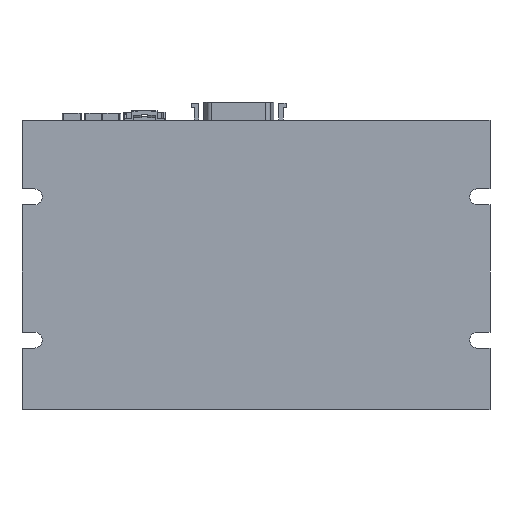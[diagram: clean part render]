
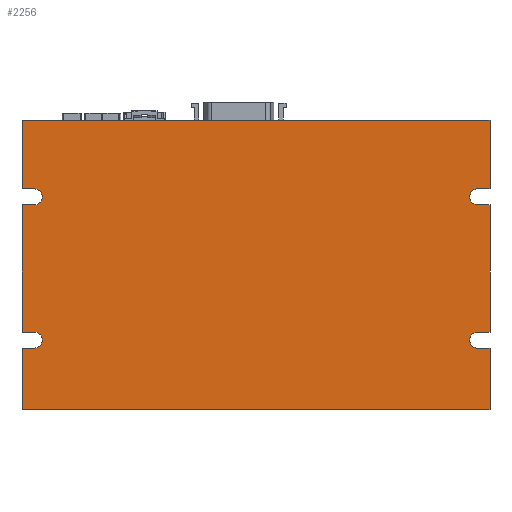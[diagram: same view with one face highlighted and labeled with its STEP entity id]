
A CAD part, left-side view. The second image highlights one B-rep face of the part: STEP entity #2256.
In plain terms, the highlighted planar face has unit normal (-1, 0, 0).
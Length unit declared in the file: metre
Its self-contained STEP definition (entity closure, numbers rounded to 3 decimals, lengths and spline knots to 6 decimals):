
#2256=ADVANCED_FACE('',(#4021),#4022,.F.);
#4021=FACE_OUTER_BOUND('',#5935,.T.);
#4022=PLANE('',#5936);
#5935=EDGE_LOOP('',(#12474,#12475,#12476,#12477,#12478,#12479,#12480,#12481,#12482,#12483,#12484,#12485,#12486,#12487,#12488,#12489,#12490,#12491,#12492,#12493,#12494,#12495,#12496,#12497));
#5936=AXIS2_PLACEMENT_3D('',#12498,#12499,#12500);
#12474=ORIENTED_EDGE('',*,*,#15697,.F.);
#12475=ORIENTED_EDGE('',*,*,#15698,.F.);
#12476=ORIENTED_EDGE('',*,*,#15699,.F.);
#12477=ORIENTED_EDGE('',*,*,#15700,.T.);
#12478=ORIENTED_EDGE('',*,*,#15701,.F.);
#12479=ORIENTED_EDGE('',*,*,#15702,.F.);
#12480=ORIENTED_EDGE('',*,*,#15703,.F.);
#12481=ORIENTED_EDGE('',*,*,#15704,.T.);
#12482=ORIENTED_EDGE('',*,*,#15705,.F.);
#12483=ORIENTED_EDGE('',*,*,#15706,.F.);
#12484=ORIENTED_EDGE('',*,*,#15707,.T.);
#12485=ORIENTED_EDGE('',*,*,#15708,.F.);
#12486=ORIENTED_EDGE('',*,*,#15709,.F.);
#12487=ORIENTED_EDGE('',*,*,#15710,.T.);
#12488=ORIENTED_EDGE('',*,*,#15711,.F.);
#12489=ORIENTED_EDGE('',*,*,#15712,.F.);
#12490=ORIENTED_EDGE('',*,*,#15713,.T.);
#12491=ORIENTED_EDGE('',*,*,#15714,.F.);
#12492=ORIENTED_EDGE('',*,*,#15715,.F.);
#12493=ORIENTED_EDGE('',*,*,#15716,.T.);
#12494=ORIENTED_EDGE('',*,*,#15695,.T.);
#12495=ORIENTED_EDGE('',*,*,#15717,.F.);
#12496=ORIENTED_EDGE('',*,*,#15718,.F.);
#12497=ORIENTED_EDGE('',*,*,#15719,.T.);
#12498=CARTESIAN_POINT('',(-0.0015,0.114556,0.083));
#12499=DIRECTION('',(1.0,0.0,0.0));
#12500=DIRECTION('',(0.0,0.0,-1.0));
#15695=EDGE_CURVE('',#20155,#20153,#20156,.T.);
#15697=EDGE_CURVE('',#20158,#20159,#20160,.T.);
#15698=EDGE_CURVE('',#20161,#20158,#20162,.T.);
#15699=EDGE_CURVE('',#20163,#20161,#20164,.T.);
#15700=EDGE_CURVE('',#20163,#20165,#20166,.T.);
#15701=EDGE_CURVE('',#20167,#20165,#20168,.T.);
#15702=EDGE_CURVE('',#20169,#20167,#20170,.T.);
#15703=EDGE_CURVE('',#20171,#20169,#20172,.T.);
#15704=EDGE_CURVE('',#20171,#20173,#20174,.T.);
#15705=EDGE_CURVE('',#20175,#20173,#20176,.T.);
#15706=EDGE_CURVE('',#20177,#20175,#20178,.T.);
#15707=EDGE_CURVE('',#20177,#20179,#20180,.T.);
#15708=EDGE_CURVE('',#20181,#20179,#20182,.T.);
#15709=EDGE_CURVE('',#20183,#20181,#20184,.T.);
#15710=EDGE_CURVE('',#20183,#20185,#20186,.T.);
#15711=EDGE_CURVE('',#20187,#20185,#20188,.T.);
#15712=EDGE_CURVE('',#20189,#20187,#20190,.T.);
#15713=EDGE_CURVE('',#20189,#20191,#20192,.T.);
#15714=EDGE_CURVE('',#20193,#20191,#20194,.T.);
#15715=EDGE_CURVE('',#20195,#20193,#20196,.T.);
#15716=EDGE_CURVE('',#20195,#20155,#20197,.T.);
#15717=EDGE_CURVE('',#20198,#20153,#20199,.T.);
#15718=EDGE_CURVE('',#20200,#20198,#20201,.T.);
#15719=EDGE_CURVE('',#20200,#20159,#20202,.T.);
#20153=VERTEX_POINT('',#27748);
#20155=VERTEX_POINT('',#27751);
#20156=LINE('',#27752,#27753);
#20158=VERTEX_POINT('',#27756);
#20159=VERTEX_POINT('',#27757);
#20160=LINE('',#27758,#27759);
#20161=VERTEX_POINT('',#27760);
#20162=LINE('',#27761,#27762);
#20163=VERTEX_POINT('',#27763);
#20164=LINE('',#27764,#27765);
#20165=VERTEX_POINT('',#27766);
#20166=CIRCLE('',#27767,0.0023);
#20167=VERTEX_POINT('',#27768);
#20168=LINE('',#27769,#27770);
#20169=VERTEX_POINT('',#27771);
#20170=LINE('',#27772,#27773);
#20171=VERTEX_POINT('',#27774);
#20172=LINE('',#27775,#27776);
#20173=VERTEX_POINT('',#27777);
#20174=LINE('',#27778,#27779);
#20175=VERTEX_POINT('',#27780);
#20176=LINE('',#27781,#27782);
#20177=VERTEX_POINT('',#27783);
#20178=LINE('',#27784,#27785);
#20179=VERTEX_POINT('',#27786);
#20180=CIRCLE('',#27787,0.0023);
#20181=VERTEX_POINT('',#27788);
#20182=LINE('',#27789,#27790);
#20183=VERTEX_POINT('',#27791);
#20184=LINE('',#27792,#27793);
#20185=VERTEX_POINT('',#27794);
#20186=LINE('',#27795,#27796);
#20187=VERTEX_POINT('',#27797);
#20188=LINE('',#27798,#27799);
#20189=VERTEX_POINT('',#27800);
#20190=LINE('',#27801,#27802);
#20191=VERTEX_POINT('',#27803);
#20192=CIRCLE('',#27804,0.0023);
#20193=VERTEX_POINT('',#27805);
#20194=LINE('',#27806,#27807);
#20195=VERTEX_POINT('',#27808);
#20196=LINE('',#27809,#27810);
#20197=LINE('',#27811,#27812);
#20198=VERTEX_POINT('',#27813);
#20199=LINE('',#27814,#27815);
#20200=VERTEX_POINT('',#27816);
#20201=LINE('',#27817,#27818);
#20202=CIRCLE('',#27819,0.0023);
#27748=CARTESIAN_POINT('',(-0.0015,-0.019444,0.0));
#27751=CARTESIAN_POINT('',(-0.0015,0.114556,0.0));
#27752=CARTESIAN_POINT('',(-0.0015,0.114556,0.0));
#27753=VECTOR('',#30213,1.0);
#27756=CARTESIAN_POINT('',(-0.0015,-0.019444,0.0223));
#27757=CARTESIAN_POINT('',(-0.0015,-0.015944,0.0223));
#27758=CARTESIAN_POINT('',(-0.0015,-0.019494,0.0223));
#27759=VECTOR('',#30215,1.0);
#27760=CARTESIAN_POINT('',(-0.0015,-0.019444,0.0587));
#27761=CARTESIAN_POINT('',(-0.0015,-0.019444,0.083));
#27762=VECTOR('',#30216,1.0);
#27763=CARTESIAN_POINT('',(-0.0015,-0.015944,0.0587));
#27764=CARTESIAN_POINT('',(-0.0015,-0.015944,0.0587));
#27765=VECTOR('',#30217,1.0);
#27766=CARTESIAN_POINT('',(-0.0015,-0.015944,0.0633));
#27767=AXIS2_PLACEMENT_3D('',#30218,#30219,#30220);
#27768=CARTESIAN_POINT('',(-0.0015,-0.019444,0.0633));
#27769=CARTESIAN_POINT('',(-0.0015,-0.019494,0.0633));
#27770=VECTOR('',#30221,1.0);
#27771=CARTESIAN_POINT('',(-0.0015,-0.019444,0.083));
#27772=CARTESIAN_POINT('',(-0.0015,-0.019444,0.083));
#27773=VECTOR('',#30222,1.0);
#27774=CARTESIAN_POINT('',(-0.0015,0.114556,0.083));
#27775=CARTESIAN_POINT('',(-0.0015,0.114556,0.083));
#27776=VECTOR('',#30223,1.0);
#27777=CARTESIAN_POINT('',(-0.0015,0.114556,0.0633));
#27778=CARTESIAN_POINT('',(-0.0015,0.114556,0.083));
#27779=VECTOR('',#30224,1.0);
#27780=CARTESIAN_POINT('',(-0.0015,0.111006,0.0633));
#27781=CARTESIAN_POINT('',(-0.0015,0.111006,0.0633));
#27782=VECTOR('',#30225,1.0);
#27783=CARTESIAN_POINT('',(-0.0015,0.111006,0.063299));
#27784=CARTESIAN_POINT('',(-0.0015,0.111006,0.0587));
#27785=VECTOR('',#30226,1.0);
#27786=CARTESIAN_POINT('',(-0.0015,0.111006,0.058701));
#27787=AXIS2_PLACEMENT_3D('',#30227,#30228,#30229);
#27788=CARTESIAN_POINT('',(-0.0015,0.111006,0.0587));
#27789=CARTESIAN_POINT('',(-0.0015,0.111006,0.0587));
#27790=VECTOR('',#30230,1.0);
#27791=CARTESIAN_POINT('',(-0.0015,0.114556,0.0587));
#27792=CARTESIAN_POINT('',(-0.0015,0.114556,0.0587));
#27793=VECTOR('',#30231,1.0);
#27794=CARTESIAN_POINT('',(-0.0015,0.114556,0.0223));
#27795=CARTESIAN_POINT('',(-0.0015,0.114556,0.083));
#27796=VECTOR('',#30232,1.0);
#27797=CARTESIAN_POINT('',(-0.0015,0.111006,0.0223));
#27798=CARTESIAN_POINT('',(-0.0015,0.111006,0.0223));
#27799=VECTOR('',#30233,1.0);
#27800=CARTESIAN_POINT('',(-0.0015,0.111006,0.022299));
#27801=CARTESIAN_POINT('',(-0.0015,0.111006,0.0177));
#27802=VECTOR('',#30234,1.0);
#27803=CARTESIAN_POINT('',(-0.0015,0.111006,0.017701));
#27804=AXIS2_PLACEMENT_3D('',#30235,#30236,#30237);
#27805=CARTESIAN_POINT('',(-0.0015,0.111006,0.0177));
#27806=CARTESIAN_POINT('',(-0.0015,0.111006,0.0177));
#27807=VECTOR('',#30238,1.0);
#27808=CARTESIAN_POINT('',(-0.0015,0.114556,0.0177));
#27809=CARTESIAN_POINT('',(-0.0015,0.114556,0.0177));
#27810=VECTOR('',#30239,1.0);
#27811=CARTESIAN_POINT('',(-0.0015,0.114556,0.083));
#27812=VECTOR('',#30240,1.0);
#27813=CARTESIAN_POINT('',(-0.0015,-0.019444,0.0177));
#27814=CARTESIAN_POINT('',(-0.0015,-0.019444,0.083));
#27815=VECTOR('',#30241,1.0);
#27816=CARTESIAN_POINT('',(-0.0015,-0.015944,0.0177));
#27817=CARTESIAN_POINT('',(-0.0015,-0.015944,0.0177));
#27818=VECTOR('',#30242,1.0);
#27819=AXIS2_PLACEMENT_3D('',#30243,#30244,#30245);
#30213=DIRECTION('',(0.0,-1.0,0.0));
#30215=DIRECTION('',(0.0,1.0,0.0));
#30216=DIRECTION('',(0.0,0.0,-1.0));
#30217=DIRECTION('',(0.0,-1.0,0.0));
#30218=CARTESIAN_POINT('',(-0.0015,-0.015944,0.061));
#30219=DIRECTION('',(1.0,0.0,0.0));
#30220=DIRECTION('',(0.0,1.0,0.0));
#30221=DIRECTION('',(0.0,1.0,0.0));
#30222=DIRECTION('',(0.0,0.0,-1.0));
#30223=DIRECTION('',(0.0,-1.0,0.0));
#30224=DIRECTION('',(0.0,0.0,-1.0));
#30225=DIRECTION('',(0.0,1.0,0.0));
#30226=DIRECTION('',(0.0,0.0,1.0));
#30227=CARTESIAN_POINT('',(-0.0015,0.111056,0.061));
#30228=DIRECTION('',(1.0,0.0,0.0));
#30229=DIRECTION('',(0.0,1.0,0.0));
#30230=DIRECTION('',(0.0,0.0,1.0));
#30231=DIRECTION('',(0.0,-1.0,0.0));
#30232=DIRECTION('',(0.0,0.0,-1.0));
#30233=DIRECTION('',(0.0,1.0,0.0));
#30234=DIRECTION('',(0.0,0.0,1.0));
#30235=CARTESIAN_POINT('',(-0.0015,0.111056,0.02));
#30236=DIRECTION('',(1.0,0.0,0.0));
#30237=DIRECTION('',(0.0,1.0,0.0));
#30238=DIRECTION('',(0.0,0.0,1.0));
#30239=DIRECTION('',(0.0,-1.0,0.0));
#30240=DIRECTION('',(0.0,0.0,-1.0));
#30241=DIRECTION('',(0.0,0.0,-1.0));
#30242=DIRECTION('',(0.0,-1.0,0.0));
#30243=CARTESIAN_POINT('',(-0.0015,-0.015944,0.02));
#30244=DIRECTION('',(1.0,0.0,0.0));
#30245=DIRECTION('',(0.0,1.0,0.0));
